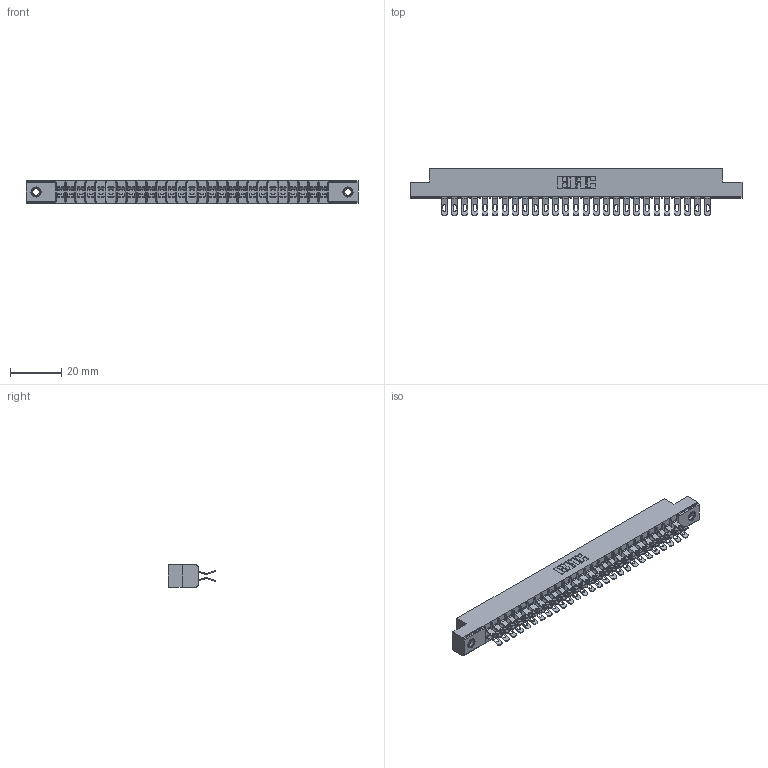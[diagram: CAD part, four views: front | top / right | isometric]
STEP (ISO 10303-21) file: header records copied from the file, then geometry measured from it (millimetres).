
FILE_DESCRIPTION (( 'STEP AP203' ), '1' );
FILE_NAME ('305-054-555-507.STEP', '2019-09-09T23:14:24', ( '' ), ( '' ), 'SwSTEP 2.0', 'SolidWorks 2016', '' );
FILE_SCHEMA (( 'CONFIG_CONTROL_DESIGN' ));
Length unit declared in the file: inch
Products named in the file (4): 305 Part_.156 Dia; 305-290-001_555; 345-250-001_345-250-005-103; 305-054-555-507
Assembly tree (57 placements, depth 2):
  305-054-555-507
    305 Part_.156 Dia
    305-290-001_555  x54
    345-250-001_345-250-005-103  x2
Bounding box: 130 x 18.41 x 8.71 mm (x, y, z)
Volume: 7916.3 mm3; surface area: 17032.9 mm2
Topology: 57 solids, 57 shells, 3740 faces, 11117 edges, 7258 vertices
Faces by surface type: plane 1828, cylinder 1788, sphere 108, cone 12, torus 4
Entity records: 32869 total; most frequent: CARTESIAN_POINT 5440, ORIENTED_EDGE 5382, DIRECTION 5279, EDGE_CURVE 2691, LINE 2137, VECTOR 2137, VERTEX_POINT 1716, AXIS2_PLACEMENT_3D 1571
